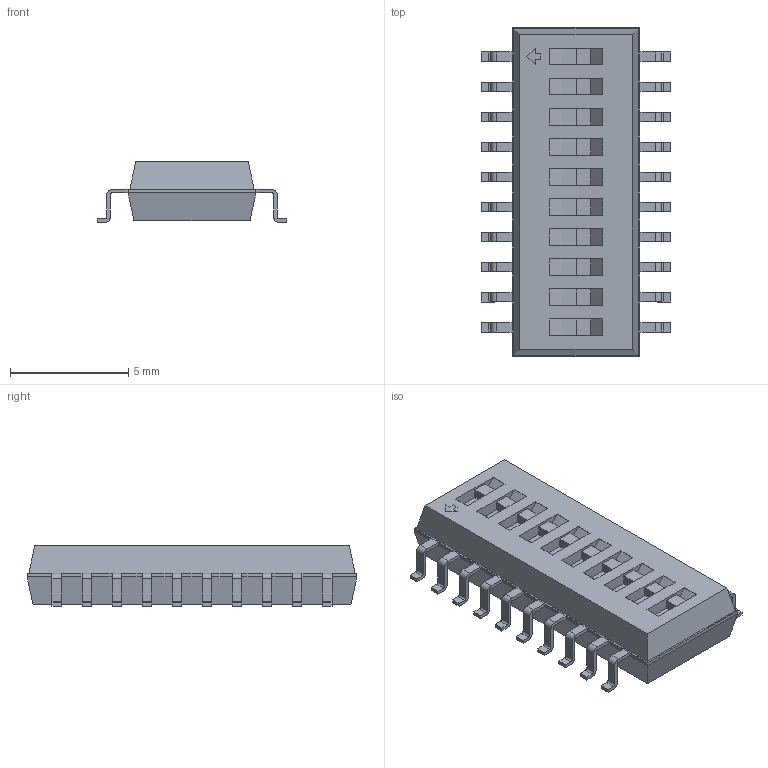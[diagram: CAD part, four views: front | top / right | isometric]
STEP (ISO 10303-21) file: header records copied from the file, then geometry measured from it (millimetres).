
FILE_DESCRIPTION(/* description */ ('model of SW_DIP_SPSTx10_Slide_Copal_CHS-10B_W7.62mm_P1.27mm'),/* implementation_level */ '2;1');
FILE_NAME(/* name */ 'SW_DIP_SPSTx10_Slide_Copal_CHS-10B_W7.62mm_P1.27mm.step',/* time_stamp */ '2018-12-27T15:15:31',/* author */ ('Terje Io','https://github.com/terjeio'),/* organization */ ('FreeCAD'),/* preprocessor_version */ 'OCC',/* originating_system */ 'kicad StepUp',/* authorisation */ '');
FILE_SCHEMA(('AUTOMOTIVE_DESIGN { 1 0 10303 214 1 1 1 1 }'));
Length unit declared in the file: millimetre
Products named in the file (1): SW_DIP_SPSTx10_Slide_Copal_CHS_10B_W762mm_P127mm
Bounding box: 8 x 13.93 x 2.58 mm (x, y, z)
Volume: 172 mm3; surface area: 302.1 mm2
Topology: 1 solids, 1 shells, 449 faces, 1183 edges, 747 vertices
Faces by surface type: plane 317, cylinder 80, bspline 52
Entity records: 8750 total; most frequent: ORIENTED_EDGE 1911, EDGE_CURVE 1183, CARTESIAN_POINT 1129, LINE 827, VERTEX_POINT 747, AXIS2_PLACEMENT_3D 488, FACE_BOUND 460, EDGE_LOOP 460
